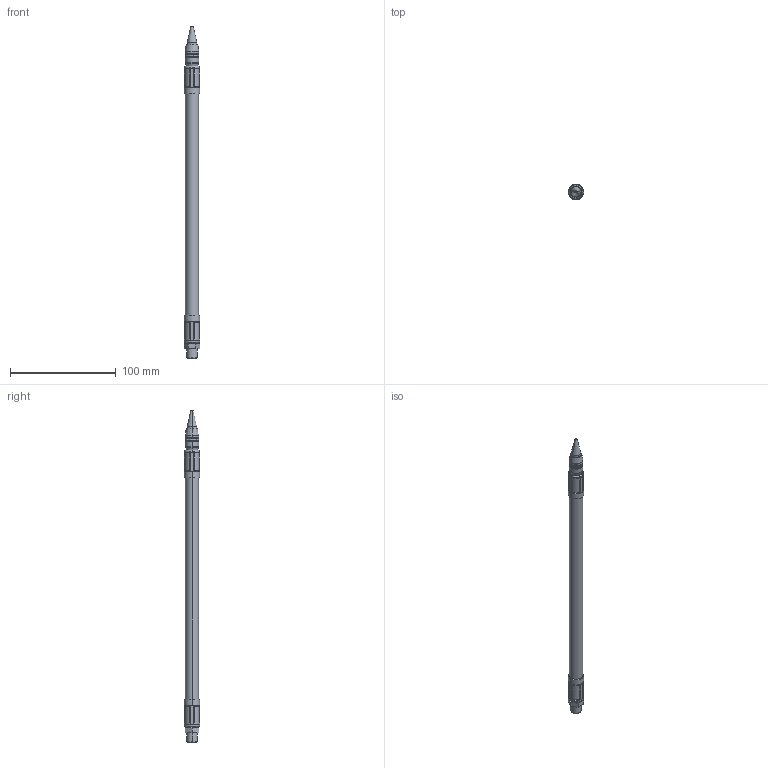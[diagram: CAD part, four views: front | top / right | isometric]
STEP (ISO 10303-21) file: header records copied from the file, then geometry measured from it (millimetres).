
FILE_DESCRIPTION (( 'STEP AP214' ), '1' );
FILE_NAME ('ugello 1201F-12.STEP', '2013-02-10T21:07:12', ( 'PC' ), ( '' ), 'SwSTEP 2.0', 'SolidWorks 2012', '' );
FILE_SCHEMA (( 'AUTOMOTIVE_DESIGN' ));
Length unit declared in the file: millimetre
Products named in the file (1): ugello 1201F-12
Bounding box: 15.01 x 14.6 x 314.5 mm (x, y, z)
Volume: 38086.5 mm3; surface area: 13025 mm2
Topology: 1 solids, 1 shells, 477 faces, 1153 edges, 738 vertices
Faces by surface type: plane 317, torus 92, cylinder 58, cone 10
Entity records: 15906 total; most frequent: CARTESIAN_POINT 2721, DIRECTION 2453, ORIENTED_EDGE 2306, EDGE_CURVE 1153, AXIS2_PLACEMENT_3D 886, VERTEX_POINT 738, LINE 681, VECTOR 681
